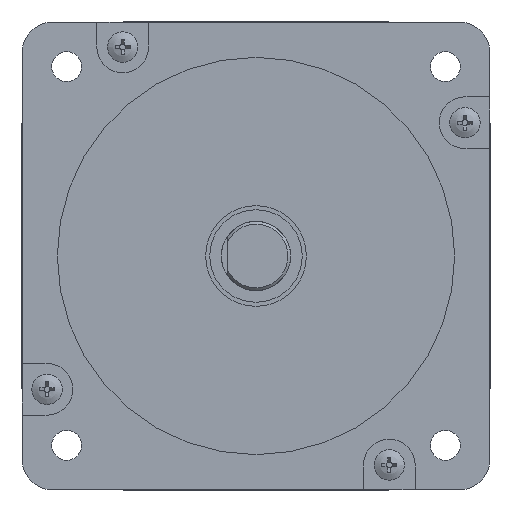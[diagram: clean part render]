
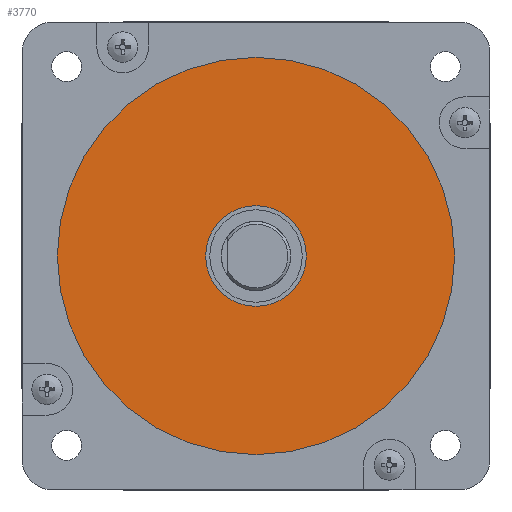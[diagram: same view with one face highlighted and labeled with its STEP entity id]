
A CAD part, left-side view. The second image highlights one B-rep face of the part: STEP entity #3770.
In plain terms, the highlighted face is planar.
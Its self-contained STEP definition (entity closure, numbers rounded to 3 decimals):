
#171=FACE_BOUND('',#593,.T.);
#219=PLANE('',#4250);
#355=FACE_OUTER_BOUND('',#592,.T.);
#592=EDGE_LOOP('',(#2877,#2878));
#593=EDGE_LOOP('',(#2879));
#1470=CIRCLE('',#4248,36.5);
#1471=CIRCLE('',#4249,36.5);
#1472=CIRCLE('',#4251,9.25);
#1775=VERTEX_POINT('',#6285);
#1776=VERTEX_POINT('',#6286);
#1777=VERTEX_POINT('',#6291);
#2195=EDGE_CURVE('',#1775,#1776,#1470,.T.);
#2196=EDGE_CURVE('',#1776,#1775,#1471,.T.);
#2198=EDGE_CURVE('',#1777,#1777,#1472,.T.);
#2877=ORIENTED_EDGE('',*,*,#2195,.T.);
#2878=ORIENTED_EDGE('',*,*,#2196,.T.);
#2879=ORIENTED_EDGE('',*,*,#2198,.T.);
#3770=ADVANCED_FACE('',(#355,#171),#219,.T.);
#4248=AXIS2_PLACEMENT_3D('',#6287,#5032,#5033);
#4249=AXIS2_PLACEMENT_3D('',#6288,#5034,#5035);
#4250=AXIS2_PLACEMENT_3D('',#6290,#5037,#5038);
#4251=AXIS2_PLACEMENT_3D('',#6292,#5039,#5040);
#5032=DIRECTION('center_axis',(0.,0.,1.));
#5033=DIRECTION('ref_axis',(-1.,0.,0.));
#5034=DIRECTION('center_axis',(0.,0.,1.));
#5035=DIRECTION('ref_axis',(-1.,0.,0.));
#5037=DIRECTION('center_axis',(0.,0.,1.));
#5038=DIRECTION('ref_axis',(1.,0.,0.));
#5039=DIRECTION('center_axis',(0.,0.,-1.));
#5040=DIRECTION('ref_axis',(0.,1.,0.));
#6285=CARTESIAN_POINT('',(36.5,0.,23.2));
#6286=CARTESIAN_POINT('',(-36.5,0.,23.2));
#6287=CARTESIAN_POINT('Origin',(0.,0.,23.2));
#6288=CARTESIAN_POINT('Origin',(0.,0.,23.2));
#6290=CARTESIAN_POINT('Origin',(0.,0.,23.2));
#6291=CARTESIAN_POINT('',(0.,-9.25,23.2));
#6292=CARTESIAN_POINT('Origin',(0.,0.,23.2));
